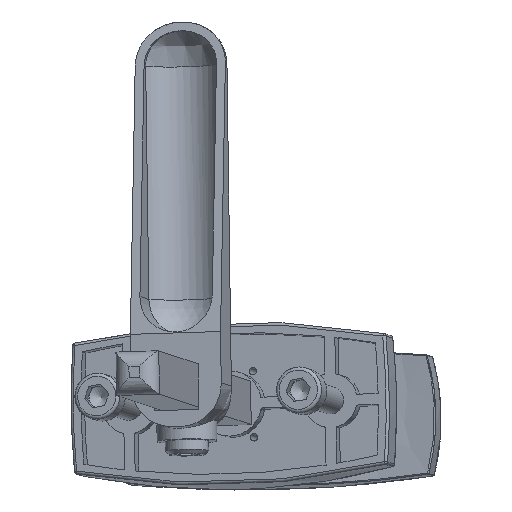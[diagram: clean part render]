
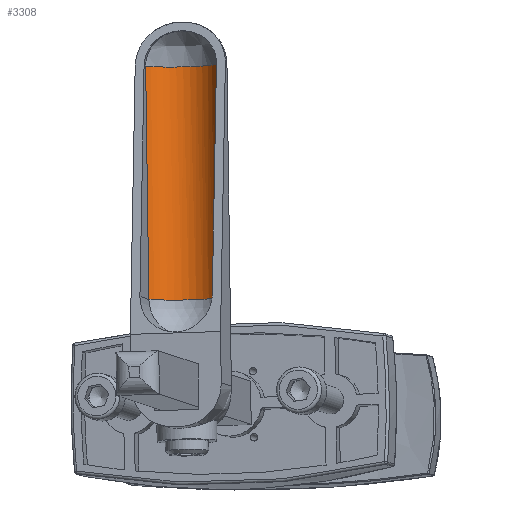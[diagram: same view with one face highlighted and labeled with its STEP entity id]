
A CAD part, isometric view. The second image highlights one B-rep face of the part: STEP entity #3308.
In plain terms, the highlighted cylindrical face has radius 7.82 mm (diameter 15.64 mm), a partial arc.
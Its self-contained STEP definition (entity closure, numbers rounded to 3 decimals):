
#324=FACE_OUTER_BOUND('',#533,.T.);
#533=EDGE_LOOP('',(#2821,#2822,#2823,#2824,#2825));
#736=CIRCLE('',#3655,7.82);
#737=CIRCLE('',#3657,7.82);
#738=CIRCLE('',#3658,7.82);
#935=LINE('',#8325,#1186);
#939=LINE('',#8334,#1190);
#1186=VECTOR('',#4422,1000.);
#1190=VECTOR('',#4428,1000.);
#1571=VERTEX_POINT('',#8313);
#1575=VERTEX_POINT('',#8322);
#1577=VERTEX_POINT('',#8328);
#1579=VERTEX_POINT('',#8332);
#1580=VERTEX_POINT('',#8664);
#2024=EDGE_CURVE('',#1575,#1571,#935,.T.);
#2028=EDGE_CURVE('',#1577,#1579,#939,.T.);
#2031=EDGE_CURVE('',#1575,#1579,#736,.T.);
#2032=EDGE_CURVE('',#1571,#1580,#737,.T.);
#2033=EDGE_CURVE('',#1580,#1577,#738,.T.);
#2821=ORIENTED_EDGE('',*,*,#2031,.F.);
#2822=ORIENTED_EDGE('',*,*,#2024,.T.);
#2823=ORIENTED_EDGE('',*,*,#2032,.T.);
#2824=ORIENTED_EDGE('',*,*,#2033,.T.);
#2825=ORIENTED_EDGE('',*,*,#2028,.T.);
#3157=CYLINDRICAL_SURFACE('',#3656,7.82);
#3308=ADVANCED_FACE('',(#324),#3157,.F.);
#3655=AXIS2_PLACEMENT_3D('',#8662,#4429,#4430);
#3656=AXIS2_PLACEMENT_3D('',#8663,#4431,#4432);
#3657=AXIS2_PLACEMENT_3D('',#8665,#4433,#4434);
#3658=AXIS2_PLACEMENT_3D('',#8666,#4435,#4436);
#4422=DIRECTION('',(-0.442,-0.461,-0.769));
#4428=DIRECTION('',(0.442,0.461,0.769));
#4429=DIRECTION('center_axis',(-0.442,-0.461,-0.769));
#4430=DIRECTION('ref_axis',(0.577,-0.803,0.15));
#4431=DIRECTION('center_axis',(-0.442,-0.461,-0.769));
#4432=DIRECTION('ref_axis',(0.577,-0.803,0.15));
#4433=DIRECTION('center_axis',(-0.442,-0.461,-0.769));
#4434=DIRECTION('ref_axis',(0.577,-0.803,0.15));
#4435=DIRECTION('center_axis',(-0.442,-0.461,-0.769));
#4436=DIRECTION('ref_axis',(0.577,-0.803,0.15));
#8313=CARTESIAN_POINT('',(-94.137,120.258,295.636));
#8322=CARTESIAN_POINT('',(-75.126,140.099,328.711));
#8325=CARTESIAN_POINT('',(-94.137,120.258,295.636));
#8328=CARTESIAN_POINT('',(-86.268,109.299,297.688));
#8332=CARTESIAN_POINT('',(-67.258,129.14,330.763));
#8334=CARTESIAN_POINT('',(-86.268,109.299,297.688));
#8662=CARTESIAN_POINT('Origin',(-73.817,133.179,332.11));
#8663=CARTESIAN_POINT('Origin',(-92.827,113.338,299.035));
#8664=CARTESIAN_POINT('',(-86.181,109.509,297.512));
#8665=CARTESIAN_POINT('Origin',(-92.827,113.338,299.035));
#8666=CARTESIAN_POINT('Origin',(-92.827,113.338,299.035));
